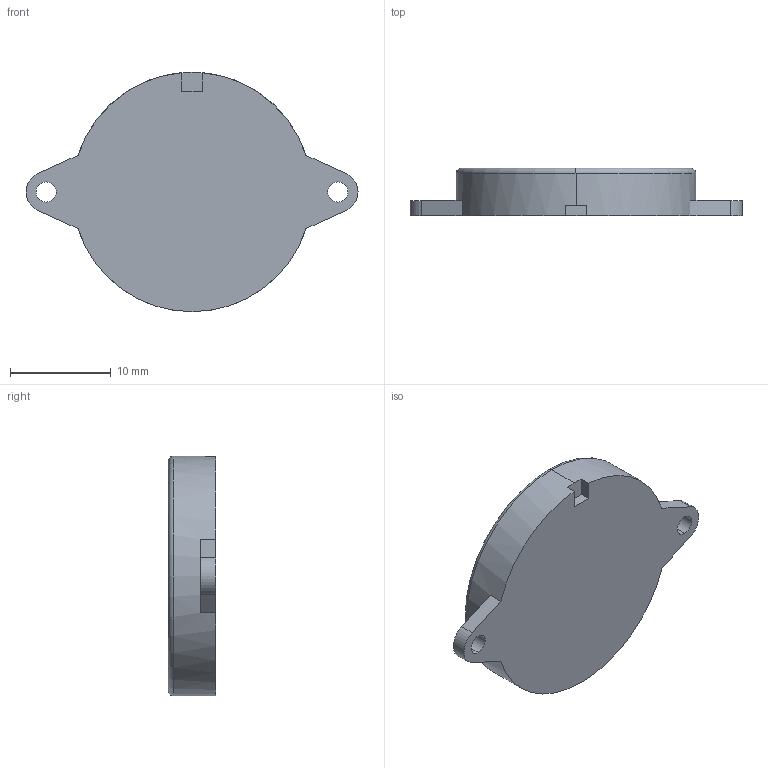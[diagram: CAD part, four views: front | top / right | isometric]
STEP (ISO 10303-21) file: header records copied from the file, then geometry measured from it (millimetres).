
FILE_DESCRIPTION (( 'STEP AP214' ), '1' );
FILE_NAME ('Buzzer - Peak-Peak, Single Tone 4.8kHz Piezo 1 ~ 15V 90dB 4.8V, PT-2404.STEP', '2021-02-01T10:23:44', ( '' ), ( '' ), 'SwSTEP 2.0', 'SolidWorks 2020', '' );
FILE_SCHEMA (( 'AUTOMOTIVE_DESIGN' ));
Length unit declared in the file: millimetre
Products named in the file (2): Buzzer - Peak-Peak, Single Tone 4.8kHz Piezo 1 ~ 15V 90dB 4.8V, PT-2404; Buzzer - Peak-Peak, Single Tone 4.8kHz Piezo 1 ~ 15V 90dB 4.8V, PT-2404_1
Assembly tree (1 placements, depth 2):
  Buzzer - Peak-Peak, Single Tone 4.8kHz Piezo 1 ~ 15V 90dB 4.8V, PT-2404
    Buzzer - Peak-Peak, Single Tone 4.8kHz Piezo 1 ~ 15V 90dB 4.8V, PT-2404_1
Bounding box: 33 x 4.7 x 23.8 mm (x, y, z)
Volume: 2128.9 mm3; surface area: 1353.4 mm2
Topology: 1 solids, 1 shells, 25 faces, 64 edges, 42 vertices
Faces by surface type: plane 13, cylinder 10, torus 2
Entity records: 857 total; most frequent: DIRECTION 152, CARTESIAN_POINT 135, ORIENTED_EDGE 128, EDGE_CURVE 64, AXIS2_PLACEMENT_3D 59, VERTEX_POINT 42, VECTOR 34, LINE 34
